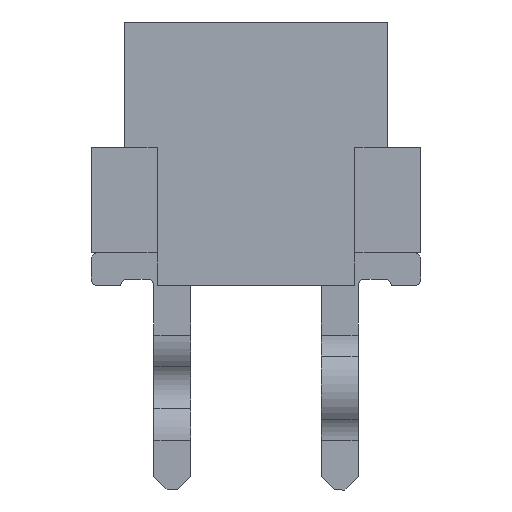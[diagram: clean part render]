
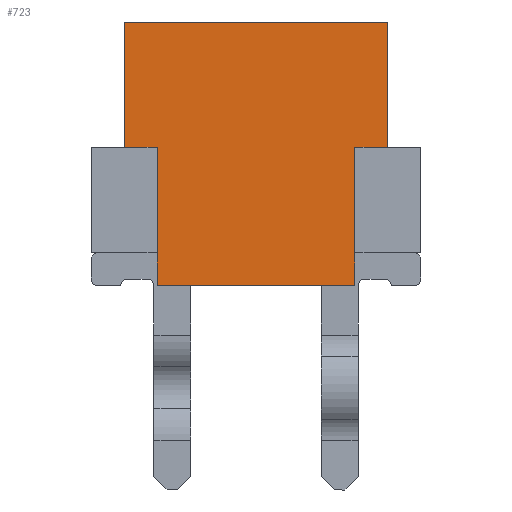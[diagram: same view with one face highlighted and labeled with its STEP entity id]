
A CAD part, left-side view. The second image highlights one B-rep face of the part: STEP entity #723.
In plain terms, the highlighted planar face has unit normal (-1, 0, 0).
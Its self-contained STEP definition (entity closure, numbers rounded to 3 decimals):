
#723 = ADVANCED_FACE( '', ( #1590 ), #1591, .F. );
#1590 = FACE_OUTER_BOUND( '', #2666, .T. );
#1591 = PLANE( '', #2667 );
#2666 = EDGE_LOOP( '', ( #4405, #4406, #4407, #4408, #4409, #4410, #4411, #4412, #4413, #4414 ) );
#2667 = AXIS2_PLACEMENT_3D( '', #4415, #4416, #4417 );
#4405 = ORIENTED_EDGE( '', *, *, #7374, .F. );
#4406 = ORIENTED_EDGE( '', *, *, #7375, .F. );
#4407 = ORIENTED_EDGE( '', *, *, #6790, .F. );
#4408 = ORIENTED_EDGE( '', *, *, #7376, .F. );
#4409 = ORIENTED_EDGE( '', *, *, #7184, .F. );
#4410 = ORIENTED_EDGE( '', *, *, #7301, .F. );
#4411 = ORIENTED_EDGE( '', *, *, #7377, .F. );
#4412 = ORIENTED_EDGE( '', *, *, #7378, .F. );
#4413 = ORIENTED_EDGE( '', *, *, #7379, .F. );
#4414 = ORIENTED_EDGE( '', *, *, #7292, .F. );
#4415 = CARTESIAN_POINT( '', ( -6.617, 0., 0. ) );
#4416 = DIRECTION( '', ( 1., 0., 0. ) );
#4417 = DIRECTION( '', ( 0., 0., -1. ) );
#6790 = EDGE_CURVE( '', #8155, #8156, #8157, .T. );
#7184 = EDGE_CURVE( '', #8833, #8834, #8835, .T. );
#7292 = EDGE_CURVE( '', #9009, #9006, #9011, .T. );
#7301 = EDGE_CURVE( '', #9024, #8833, #9026, .T. );
#7374 = EDGE_CURVE( '', #9141, #9009, #9142, .T. );
#7375 = EDGE_CURVE( '', #8156, #9141, #9143, .T. );
#7376 = EDGE_CURVE( '', #8834, #8155, #9144, .T. );
#7377 = EDGE_CURVE( '', #8393, #9024, #9145, .T. );
#7378 = EDGE_CURVE( '', #9146, #8393, #9147, .T. );
#7379 = EDGE_CURVE( '', #9006, #9146, #9148, .T. );
#8155 = VERTEX_POINT( '', #10177 );
#8156 = VERTEX_POINT( '', #10178 );
#8157 = LINE( '', #10179, #10180 );
#8393 = VERTEX_POINT( '', #10520 );
#8833 = VERTEX_POINT( '', #11165 );
#8834 = VERTEX_POINT( '', #11166 );
#8835 = LINE( '', #11167, #11168 );
#9006 = VERTEX_POINT( '', #11409 );
#9009 = VERTEX_POINT( '', #11414 );
#9011 = LINE( '', #11417, #11418 );
#9024 = VERTEX_POINT( '', #11436 );
#9026 = LINE( '', #11439, #11440 );
#9141 = VERTEX_POINT( '', #11610 );
#9142 = LINE( '', #11611, #11612 );
#9143 = LINE( '', #11613, #11614 );
#9144 = LINE( '', #11615, #11616 );
#9145 = LINE( '', #11617, #11618 );
#9146 = VERTEX_POINT( '', #11619 );
#9147 = LINE( '', #11620, #11621 );
#9148 = LINE( '', #11622, #11623 );
#10177 = CARTESIAN_POINT( '', ( -6.617, -2., 1.9 ) );
#10178 = CARTESIAN_POINT( '', ( -6.617, -2., 0. ) );
#10179 = CARTESIAN_POINT( '', ( -6.617, -2., 1.9 ) );
#10180 = VECTOR( '', #13110, 1000. );
#10520 = CARTESIAN_POINT( '', ( -6.617, 1.5, -1.6 ) );
#11165 = CARTESIAN_POINT( '', ( -6.617, 2., 0. ) );
#11166 = CARTESIAN_POINT( '', ( -6.617, 2., 1.9 ) );
#11167 = CARTESIAN_POINT( '', ( -6.617, 2., 0. ) );
#11168 = VECTOR( '', #13456, 1000. );
#11409 = CARTESIAN_POINT( '', ( -6.617, -1.5, -2.1 ) );
#11414 = CARTESIAN_POINT( '', ( -6.617, -1.5, -1.6 ) );
#11417 = CARTESIAN_POINT( '', ( -6.617, -1.5, 0. ) );
#11418 = VECTOR( '', #13566, 1000. );
#11436 = CARTESIAN_POINT( '', ( -6.617, 1.5, 0. ) );
#11439 = CARTESIAN_POINT( '', ( -6.617, 1.5, 0. ) );
#11440 = VECTOR( '', #13573, 1000. );
#11610 = CARTESIAN_POINT( '', ( -6.617, -1.5, 0. ) );
#11611 = CARTESIAN_POINT( '', ( -6.617, -1.5, 0. ) );
#11612 = VECTOR( '', #13629, 1000. );
#11613 = CARTESIAN_POINT( '', ( -6.617, -2., 0. ) );
#11614 = VECTOR( '', #13630, 1000. );
#11615 = CARTESIAN_POINT( '', ( -6.617, 2., 1.9 ) );
#11616 = VECTOR( '', #13631, 1000. );
#11617 = CARTESIAN_POINT( '', ( -6.617, 1.5, -2.1 ) );
#11618 = VECTOR( '', #13632, 1000. );
#11619 = CARTESIAN_POINT( '', ( -6.617, 1.5, -2.1 ) );
#11620 = CARTESIAN_POINT( '', ( -6.617, 1.5, -2.1 ) );
#11621 = VECTOR( '', #13633, 1000. );
#11622 = CARTESIAN_POINT( '', ( -6.617, -1.5, -2.1 ) );
#11623 = VECTOR( '', #13634, 1000. );
#13110 = DIRECTION( '', ( 0., 0., -1. ) );
#13456 = DIRECTION( '', ( 0., 0., 1. ) );
#13566 = DIRECTION( '', ( 0., 0., -1. ) );
#13573 = DIRECTION( '', ( 0., 1., 0. ) );
#13629 = DIRECTION( '', ( 0., 0., -1. ) );
#13630 = DIRECTION( '', ( 0., 1., 0. ) );
#13631 = DIRECTION( '', ( 0., -1., 0. ) );
#13632 = DIRECTION( '', ( 0., 0., 1. ) );
#13633 = DIRECTION( '', ( 0., 0., 1. ) );
#13634 = DIRECTION( '', ( 0., 1., 0. ) );
